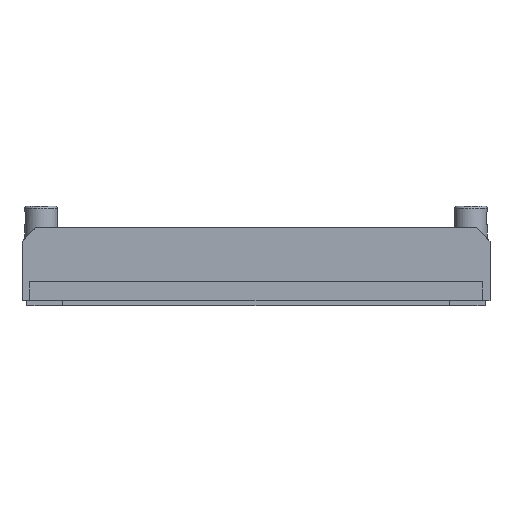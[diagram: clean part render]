
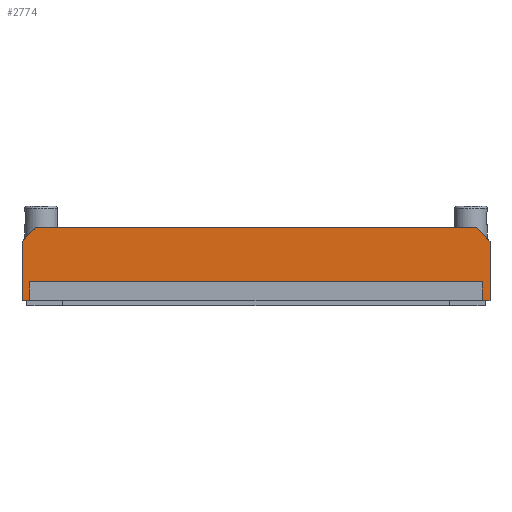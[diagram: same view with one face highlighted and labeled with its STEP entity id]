
A CAD part, front view. The second image highlights one B-rep face of the part: STEP entity #2774.
In plain terms, the highlighted planar face has unit normal (0, -1, 0).
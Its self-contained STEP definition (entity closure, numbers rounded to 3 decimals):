
#37=PLANE('',#2971);
#236=LINE('',#4350,#558);
#241=LINE('',#4358,#563);
#264=LINE('',#4419,#586);
#265=LINE('',#4421,#587);
#266=LINE('',#4423,#588);
#267=LINE('',#4425,#589);
#268=LINE('',#4426,#590);
#269=LINE('',#4428,#591);
#270=LINE('',#4430,#592);
#271=LINE('',#4432,#593);
#272=LINE('',#4434,#594);
#273=LINE('',#4435,#595);
#558=VECTOR('',#3300,10.);
#563=VECTOR('',#3307,10.);
#586=VECTOR('',#3350,10.);
#587=VECTOR('',#3351,10.);
#588=VECTOR('',#3352,10.);
#589=VECTOR('',#3353,10.);
#590=VECTOR('',#3354,10.);
#591=VECTOR('',#3355,10.);
#592=VECTOR('',#3356,10.);
#593=VECTOR('',#3357,10.);
#594=VECTOR('',#3358,10.);
#595=VECTOR('',#3359,10.);
#896=FACE_OUTER_BOUND('',#1054,.T.);
#1054=EDGE_LOOP('',(#2170,#2171,#2172,#2173,#2174,#2175,#2176,#2177,#2178,
#2179,#2180,#2181));
#1238=VERTEX_POINT('',#3876);
#1255=VERTEX_POINT('',#3986);
#1308=VERTEX_POINT('',#4349);
#1337=VERTEX_POINT('',#4417);
#1338=VERTEX_POINT('',#4418);
#1339=VERTEX_POINT('',#4420);
#1340=VERTEX_POINT('',#4422);
#1341=VERTEX_POINT('',#4424);
#1342=VERTEX_POINT('',#4427);
#1343=VERTEX_POINT('',#4429);
#1344=VERTEX_POINT('',#4431);
#1345=VERTEX_POINT('',#4433);
#1616=EDGE_CURVE('',#1255,#1308,#236,.T.);
#1621=EDGE_CURVE('',#1238,#1255,#241,.T.);
#1650=EDGE_CURVE('',#1337,#1338,#264,.T.);
#1651=EDGE_CURVE('',#1339,#1338,#265,.T.);
#1652=EDGE_CURVE('',#1339,#1340,#266,.T.);
#1653=EDGE_CURVE('',#1340,#1341,#267,.T.);
#1654=EDGE_CURVE('',#1308,#1341,#268,.T.);
#1655=EDGE_CURVE('',#1342,#1238,#269,.T.);
#1656=EDGE_CURVE('',#1343,#1342,#270,.T.);
#1657=EDGE_CURVE('',#1344,#1343,#271,.T.);
#1658=EDGE_CURVE('',#1344,#1345,#272,.T.);
#1659=EDGE_CURVE('',#1345,#1337,#273,.T.);
#2170=ORIENTED_EDGE('',*,*,#1650,.T.);
#2171=ORIENTED_EDGE('',*,*,#1651,.F.);
#2172=ORIENTED_EDGE('',*,*,#1652,.T.);
#2173=ORIENTED_EDGE('',*,*,#1653,.T.);
#2174=ORIENTED_EDGE('',*,*,#1654,.F.);
#2175=ORIENTED_EDGE('',*,*,#1616,.F.);
#2176=ORIENTED_EDGE('',*,*,#1621,.F.);
#2177=ORIENTED_EDGE('',*,*,#1655,.F.);
#2178=ORIENTED_EDGE('',*,*,#1656,.F.);
#2179=ORIENTED_EDGE('',*,*,#1657,.F.);
#2180=ORIENTED_EDGE('',*,*,#1658,.T.);
#2181=ORIENTED_EDGE('',*,*,#1659,.T.);
#2774=ADVANCED_FACE('',(#896),#37,.T.);
#2971=AXIS2_PLACEMENT_3D('',#4416,#3348,#3349);
#3300=DIRECTION('',(1.,0.,0.));
#3307=DIRECTION('',(1.,0.,0.));
#3348=DIRECTION('center_axis',(0.,-1.,0.));
#3349=DIRECTION('ref_axis',(1.,0.,0.));
#3350=DIRECTION('',(1.,0.,0.));
#3351=DIRECTION('',(0.,0.,1.));
#3352=DIRECTION('',(1.,0.,0.));
#3353=DIRECTION('',(0.,0.,1.));
#3354=DIRECTION('',(0.707,0.,-0.707));
#3355=DIRECTION('',(1.,0.,0.));
#3356=DIRECTION('',(0.707,0.,0.707));
#3357=DIRECTION('',(0.,0.,1.));
#3358=DIRECTION('',(1.,0.,0.));
#3359=DIRECTION('',(0.,0.,1.));
#3876=CARTESIAN_POINT('',(-57.05,-121.8,68.4));
#3986=CARTESIAN_POINT('',(102.05,-121.8,68.4));
#4349=CARTESIAN_POINT('',(104.15,-121.8,68.4));
#4350=CARTESIAN_POINT('',(-64.15,-121.8,68.4));
#4358=CARTESIAN_POINT('',(-64.15,-121.8,68.4));
#4416=CARTESIAN_POINT('Origin',(102.95,-121.8,41.4));
#4417=CARTESIAN_POINT('',(-56.6,-121.8,48.4));
#4418=CARTESIAN_POINT('',(101.6,-121.8,48.4));
#4419=CARTESIAN_POINT('',(-57.95,-121.8,48.4));
#4420=CARTESIAN_POINT('',(101.6,-121.8,41.4));
#4421=CARTESIAN_POINT('',(101.6,-121.8,41.4));
#4422=CARTESIAN_POINT('',(109.15,-121.8,41.4));
#4423=CARTESIAN_POINT('',(102.95,-121.8,41.4));
#4424=CARTESIAN_POINT('',(109.15,-121.8,63.4));
#4425=CARTESIAN_POINT('',(109.15,-121.8,41.4));
#4426=CARTESIAN_POINT('',(110.1,-121.8,62.45));
#4427=CARTESIAN_POINT('',(-59.15,-121.8,68.4));
#4428=CARTESIAN_POINT('',(-64.15,-121.8,68.4));
#4429=CARTESIAN_POINT('',(-64.15,-121.8,63.4));
#4430=CARTESIAN_POINT('',(-66.65,-121.8,60.9));
#4431=CARTESIAN_POINT('',(-64.15,-121.8,41.4));
#4432=CARTESIAN_POINT('',(-64.15,-121.8,41.4));
#4433=CARTESIAN_POINT('',(-56.6,-121.8,41.4));
#4434=CARTESIAN_POINT('',(-64.15,-121.8,41.4));
#4435=CARTESIAN_POINT('',(-56.6,-121.8,48.4));
